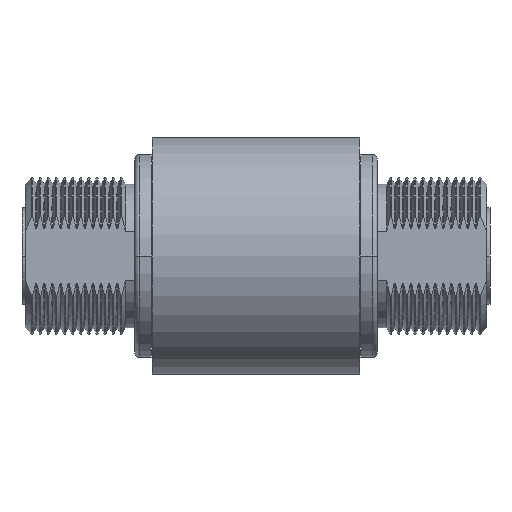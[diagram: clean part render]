
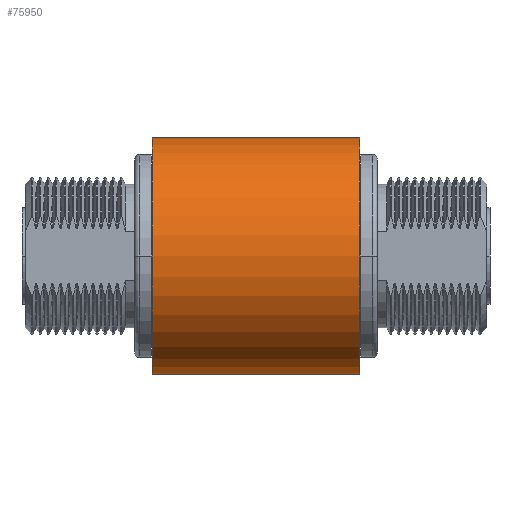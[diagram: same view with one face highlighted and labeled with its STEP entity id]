
A CAD part, front view. The second image highlights one B-rep face of the part: STEP entity #75950.
In plain terms, the highlighted cylindrical face has radius 21.971 mm (diameter 43.942 mm), a partial arc.
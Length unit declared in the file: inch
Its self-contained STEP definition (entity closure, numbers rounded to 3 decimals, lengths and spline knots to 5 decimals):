
#2410 = DIRECTION ( 'NONE',  ( 1., 0., 0. ) ) ;
#3943 = CARTESIAN_POINT ( 'NONE',  ( 0., 0., 0. ) ) ;
#5750 = CARTESIAN_POINT ( 'NONE',  ( 0., 0., 0.865 ) ) ;
#8582 = CARTESIAN_POINT ( 'NONE',  ( 1.516, 0., 0. ) ) ;
#9396 = CIRCLE ( 'NONE', #24149, 0.865 ) ;
#9635 = CIRCLE ( 'NONE', #93259, 0.865 ) ;
#10607 = VERTEX_POINT ( 'NONE', #76828 ) ;
#11664 = FACE_OUTER_BOUND ( 'NONE', #71913, .T. ) ;
#21012 = AXIS2_PLACEMENT_3D ( 'NONE', #3943, #66567, #58879 ) ;
#24149 = AXIS2_PLACEMENT_3D ( 'NONE', #35365, #75844, #38351 ) ;
#24621 = VERTEX_POINT ( 'NONE', #97827 ) ;
#32659 = EDGE_CURVE ( 'NONE', #24621, #81827, #9635, .T. ) ;
#35365 = CARTESIAN_POINT ( 'NONE',  ( 0., 0., 0. ) ) ;
#38351 = DIRECTION ( 'NONE',  ( 0., 0., -1. ) ) ;
#41375 = DIRECTION ( 'NONE',  ( 1., 0., 0. ) ) ;
#43880 = CARTESIAN_POINT ( 'NONE',  ( 1.516, 0., -0.865 ) ) ;
#47122 = EDGE_CURVE ( 'NONE', #10607, #81827, #76702, .T. ) ;
#53625 = DIRECTION ( 'NONE',  ( 1., 0., 0. ) ) ;
#55539 = ORIENTED_EDGE ( 'NONE', *, *, #57287, .F. ) ;
#57287 = EDGE_CURVE ( 'NONE', #68896, #24621, #63438, .T. ) ;
#58879 = DIRECTION ( 'NONE',  ( 0., 0., -1. ) ) ;
#63438 = LINE ( 'NONE', #88098, #79770 ) ;
#66567 = DIRECTION ( 'NONE',  ( 1., 0., 0. ) ) ;
#68896 = VERTEX_POINT ( 'NONE', #5750 ) ;
#69018 = CARTESIAN_POINT ( 'NONE',  ( 0., 0., -0.865 ) ) ;
#71913 = EDGE_LOOP ( 'NONE', ( #55539, #90656, #88422, #79783 ) ) ;
#75844 = DIRECTION ( 'NONE',  ( 1., 0., 0. ) ) ;
#75950 = ADVANCED_FACE ( 'NONE', ( #11664 ), #98411, .T. ) ;
#76702 = LINE ( 'NONE', #69018, #99233 ) ;
#76828 = CARTESIAN_POINT ( 'NONE',  ( 0., 0., -0.865 ) ) ;
#79421 = DIRECTION ( 'NONE',  ( 0., 0., -1. ) ) ;
#79770 = VECTOR ( 'NONE', #41375, 39.37008 ) ;
#79783 = ORIENTED_EDGE ( 'NONE', *, *, #32659, .F. ) ;
#80150 = EDGE_CURVE ( 'NONE', #68896, #10607, #9396, .T. ) ;
#81827 = VERTEX_POINT ( 'NONE', #43880 ) ;
#88098 = CARTESIAN_POINT ( 'NONE',  ( 0., 0., 0.865 ) ) ;
#88422 = ORIENTED_EDGE ( 'NONE', *, *, #47122, .T. ) ;
#90656 = ORIENTED_EDGE ( 'NONE', *, *, #80150, .T. ) ;
#93259 = AXIS2_PLACEMENT_3D ( 'NONE', #8582, #2410, #79421 ) ;
#97827 = CARTESIAN_POINT ( 'NONE',  ( 1.516, 0., 0.865 ) ) ;
#98411 = CYLINDRICAL_SURFACE ( 'NONE', #21012, 0.865 ) ;
#99233 = VECTOR ( 'NONE', #53625, 39.37008 ) ;
